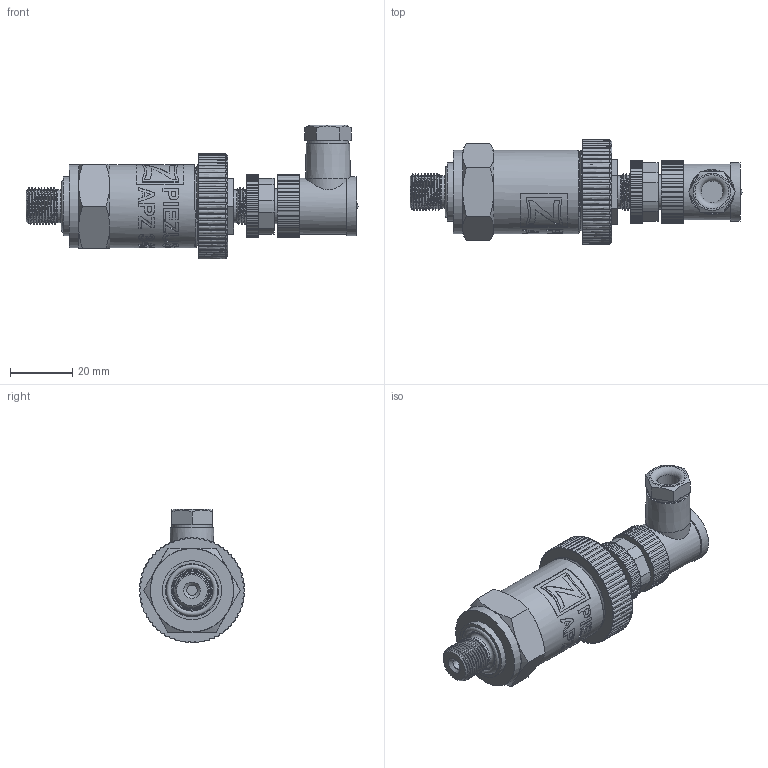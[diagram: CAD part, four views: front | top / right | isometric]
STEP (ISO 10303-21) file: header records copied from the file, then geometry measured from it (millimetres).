
FILE_DESCRIPTION(/* description */ (''),/* implementation_level */ '2;1');
FILE_NAME(/* name */ 'APZ3421_M12x1DIN_M12x1-angular.step',/* time_stamp */ '2021-06-23T14:52:04+03:00',/* author */ (''),/* organization */ (''),/* preprocessor_version */ 'ST-DEVELOPER v18.1',/* originating_system */ 'Autodesk Translation Framework v10.9.0.1377',/* authorisation */ '');
FILE_SCHEMA (('AUTOMOTIVE_DESIGN { 1 0 10303 214 3 1 1 }'));
Products named in the file (6): APZ3421_M12x1DIN_M12x1-angular; M12x1 DIN; OMAL nut M27x1.5 v8; M12x1 male v16; Ш100.000.002 v4; M12x1 female angular v10
Assembly tree (5 placements, depth 2):
  APZ3421_M12x1DIN_M12x1-angular
    M12x1 DIN
    OMAL nut M27x1.5 v8
    M12x1 male v16
    Ш100.000.002 v4
    M12x1 female angular v10
Bounding box: 107.07 x 34 x 43.2 mm (x, y, z)
Volume: 48253.5 mm3; surface area: 19917 mm2
Topology: 17 solids, 17 shells, 988 faces, 2761 edges, 1854 vertices
Faces by surface type: bspline 433, cylinder 341, plane 172, cone 31, torus 10, sphere 1
Full cylindrical faces by diameter (mm): 1 x12, 1.5 x4, 3.3 x1, 7 x1, 8 x1, 8.2 x1, 9.471 x2, 10.5 x1, 10.6 x2, 10.741 x15, 11.035 x4, 11.156 x1, 11.884 x13, 12.152 x4, 13 x1, 13.5 x1, 14 x1, 14.137 x4, 14.526 x3, 15.85 x3, 16.203 x3, 16.7 x1, 18 x1, 19 x2, 21.4 x2, 22.3 x1, 22.4 x1, 24.5 x1, 25.132 x4, 25.526 x4
Entity records: 75216 total; most frequent: CARTESIAN_POINT 52226, ORIENTED_EDGE 5522, DIRECTION 3501, EDGE_CURVE 2761, VERTEX_POINT 1854, AXIS2_PLACEMENT_3D 1220, LINE 1061, VECTOR 1061
